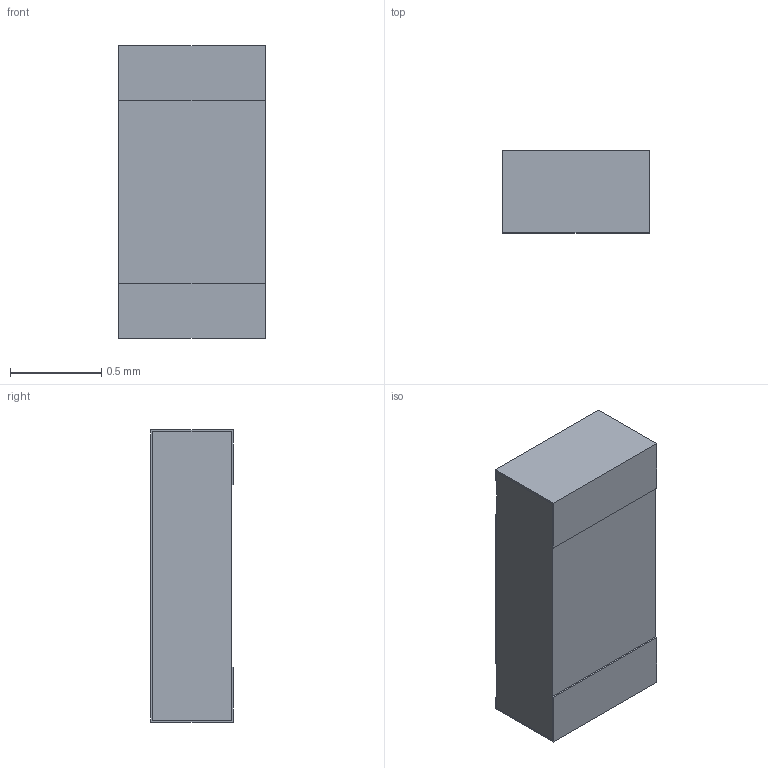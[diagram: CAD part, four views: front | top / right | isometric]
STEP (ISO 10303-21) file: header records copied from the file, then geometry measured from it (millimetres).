
FILE_DESCRIPTION (( 'STEP AP214' ), '1' );
FILE_NAME ('L0603.STEP', '2020-12-30T07:31:13', ( '' ), ( '' ), 'SwSTEP 2.0', 'SolidWorks 2019', '' );
FILE_SCHEMA (( 'AUTOMOTIVE_DESIGN' ));
Length unit declared in the file: millimetre
Products named in the file (2): L0603_0603; L0603
Assembly tree (1 placements, depth 2):
  L0603
    L0603_0603
Bounding box: 0.8 x 0.45 x 1.6 mm (x, y, z)
Volume: 0.6 mm3; surface area: 9.5 mm2
Topology: 4 solids, 4 shells, 107 faces, 273 edges, 182 vertices
Faces by surface type: plane 58, bspline 49
Entity records: 6479 total; most frequent: CARTESIAN_POINT 3655, ORIENTED_EDGE 546, DIRECTION 299, EDGE_CURVE 273, VERTEX_POINT 182, VECTOR 175, LINE 175, EDGE_LOOP 115
